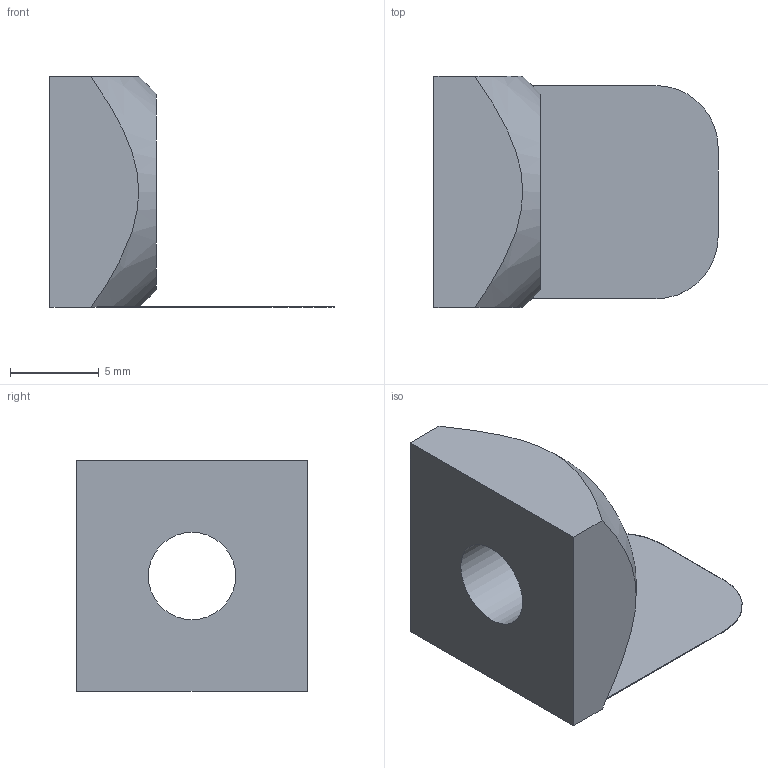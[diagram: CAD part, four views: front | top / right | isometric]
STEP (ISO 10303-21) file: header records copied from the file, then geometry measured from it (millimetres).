
FILE_DESCRIPTION(/* description */ ('Matice s pružinou 45'),/* implementation_level */ '2;1');
FILE_NAME(/* name */ '210602.stp',/* time_stamp */ '2014-01-07T07:44:37+01:00',/* author */ ('AlutecKK'),/* organization */ (''),/* preprocessor_version */ 'ST-DEVELOPER v15.2',/* originating_system */ 'Autodesk Inventor 2014',/* authorisation */ '');
FILE_SCHEMA (('AUTOMOTIVE_DESIGN { 1 0 10303 214 3 1 1 }'));
Length unit declared in the file: millimetre
Products named in the file (1): 210602
Bounding box: 16 x 13 x 13 mm (x, y, z)
Volume: 821.6 mm3; surface area: 907.2 mm2
Topology: 1 solids, 1 shells, 14 faces, 37 edges, 25 vertices
Faces by surface type: plane 10, cylinder 3, cone 1
Full cylindrical faces by diameter (mm): 4.917 x1
Entity records: 425 total; most frequent: CARTESIAN_POINT 87, ORIENTED_EDGE 66, DIRECTION 62, EDGE_CURVE 33, VERTEX_POINT 23, AXIS2_PLACEMENT_3D 22, EDGE_LOOP 18, LINE 18
